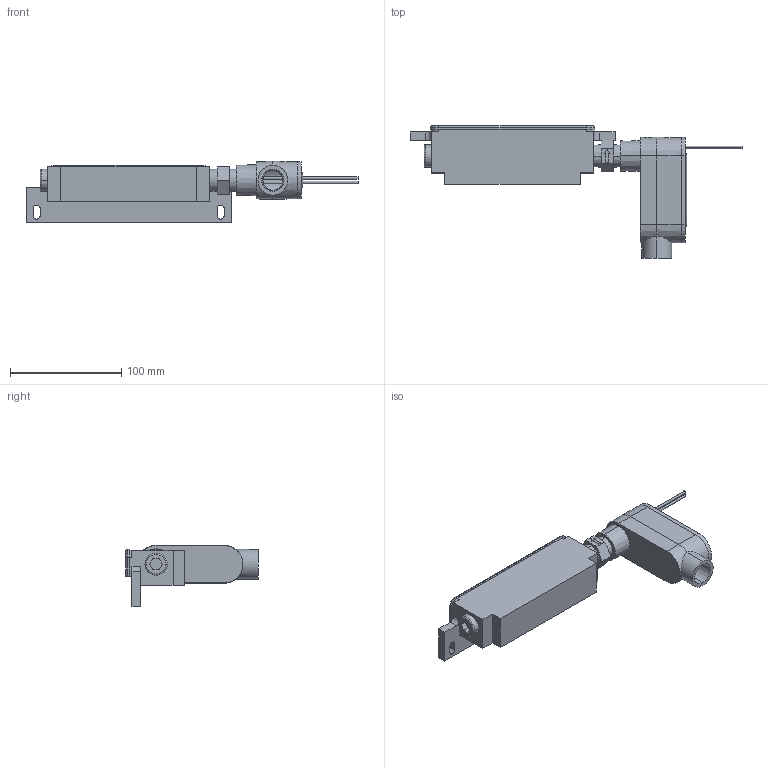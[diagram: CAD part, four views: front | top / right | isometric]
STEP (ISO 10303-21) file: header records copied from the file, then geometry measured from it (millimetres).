
FILE_DESCRIPTION (( 'STEP AP203' ), '1' );
FILE_NAME ('30292.STEP', '2016-11-09T19:09:27', ( '' ), ( '' ), 'SwSTEP 2.0', 'SolidWorks 2016', '' );
FILE_SCHEMA (( 'CONFIG_CONTROL_DESIGN' ));
Length unit declared in the file: inch
Products named in the file (9): 30216; 30216-FLOAT; 30216-OPEN; 30570; 34508; 30292; 30302.100; 899298-30302; 30302
Assembly tree (8 placements, depth 3):
  30292
    30302
      30302.100
      899298-30302
    30216-OPEN
      30216
      30216-FLOAT
    30570
    34508
Bounding box: 298 x 118.78 x 55.13 mm (x, y, z)
Volume: 181895.3 mm3; surface area: 90707.9 mm2
Topology: 6 solids, 6 shells, 236 faces, 599 edges, 385 vertices
Faces by surface type: plane 130, cylinder 68, cone 22, torus 16
Entity records: 8563 total; most frequent: CARTESIAN_POINT 1830, DIRECTION 1228, ORIENTED_EDGE 1186, EDGE_CURVE 593, AXIS2_PLACEMENT_3D 436, VERTEX_POINT 382, LINE 356, VECTOR 356
